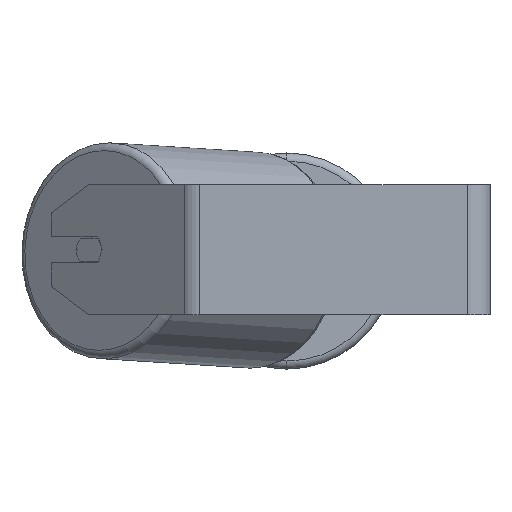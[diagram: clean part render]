
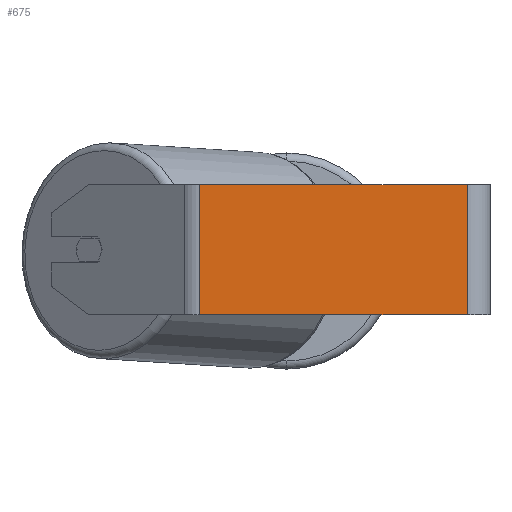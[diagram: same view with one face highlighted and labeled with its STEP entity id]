
A CAD part, left-side view. The second image highlights one B-rep face of the part: STEP entity #675.
In plain terms, the highlighted planar face has unit normal (-1, 0, 0).
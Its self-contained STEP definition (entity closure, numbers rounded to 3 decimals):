
#194 = ORIENTED_EDGE ( 'NONE', *, *, #1824, .F. ) ;
#230 = VERTEX_POINT ( 'NONE', #6069 ) ;
#288 = EDGE_CURVE ( 'NONE', #230, #5173, #8158, .T. ) ;
#386 = PLANE ( 'NONE',  #5128 ) ;
#675 = ADVANCED_FACE ( 'NONE', ( #939 ), #386, .F. ) ;
#863 = CARTESIAN_POINT ( 'NONE',  ( -300., 183.842, -40. ) ) ;
#901 = DIRECTION ( 'NONE',  ( 0., 0., -1. ) ) ;
#939 = FACE_OUTER_BOUND ( 'NONE', #952, .T. ) ;
#952 = EDGE_LOOP ( 'NONE', ( #4545, #194, #5206, #3961 ) ) ;
#1151 = CARTESIAN_POINT ( 'NONE',  ( -300., 183.842, 40. ) ) ;
#1824 = EDGE_CURVE ( 'NONE', #2156, #5173, #5235, .T. ) ;
#2014 = VERTEX_POINT ( 'NONE', #3681 ) ;
#2129 = VECTOR ( 'NONE', #7388, 1000. ) ;
#2156 = VERTEX_POINT ( 'NONE', #7921 ) ;
#2291 = DIRECTION ( 'NONE',  ( 1., 0., 0. ) ) ;
#2416 = CARTESIAN_POINT ( 'NONE',  ( -300., 178.747, 40. ) ) ;
#2494 = DIRECTION ( 'NONE',  ( 0., -1., 0. ) ) ;
#3135 = VECTOR ( 'NONE', #901, 1000. ) ;
#3681 = CARTESIAN_POINT ( 'NONE',  ( -300., 178.747, 40. ) ) ;
#3961 = ORIENTED_EDGE ( 'NONE', *, *, #4161, .T. ) ;
#4161 = EDGE_CURVE ( 'NONE', #2014, #230, #7726, .T. ) ;
#4545 = ORIENTED_EDGE ( 'NONE', *, *, #288, .T. ) ;
#4807 = VECTOR ( 'NONE', #5799, 1000. ) ;
#5061 = CARTESIAN_POINT ( 'NONE',  ( -300., 14., -40. ) ) ;
#5128 = AXIS2_PLACEMENT_3D ( 'NONE', #7469, #2291, #8148 ) ;
#5173 = VERTEX_POINT ( 'NONE', #5061 ) ;
#5206 = ORIENTED_EDGE ( 'NONE', *, *, #7297, .F. ) ;
#5235 = LINE ( 'NONE', #6239, #3135 ) ;
#5547 = VECTOR ( 'NONE', #2494, 1000. ) ;
#5799 = DIRECTION ( 'NONE',  ( 0., 0., -1. ) ) ;
#6069 = CARTESIAN_POINT ( 'NONE',  ( -300., 178.747, -40. ) ) ;
#6239 = CARTESIAN_POINT ( 'NONE',  ( -300., 14., 40. ) ) ;
#7297 = EDGE_CURVE ( 'NONE', #2014, #2156, #7805, .T. ) ;
#7388 = DIRECTION ( 'NONE',  ( 0., -1., 0. ) ) ;
#7469 = CARTESIAN_POINT ( 'NONE',  ( -300., 183.842, 40. ) ) ;
#7726 = LINE ( 'NONE', #2416, #4807 ) ;
#7805 = LINE ( 'NONE', #1151, #5547 ) ;
#7921 = CARTESIAN_POINT ( 'NONE',  ( -300., 14., 40. ) ) ;
#8148 = DIRECTION ( 'NONE',  ( 0., 0., -1. ) ) ;
#8158 = LINE ( 'NONE', #863, #2129 ) ;
